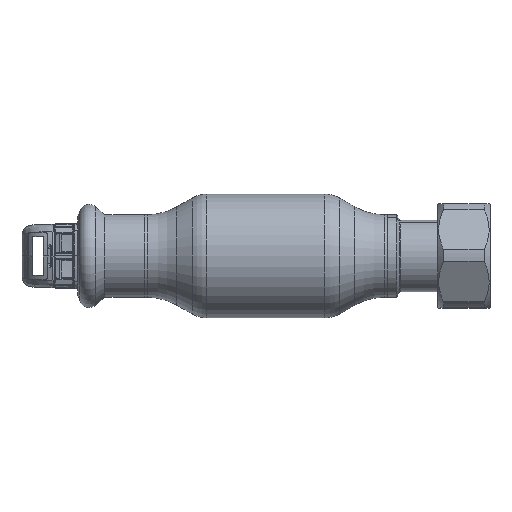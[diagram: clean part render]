
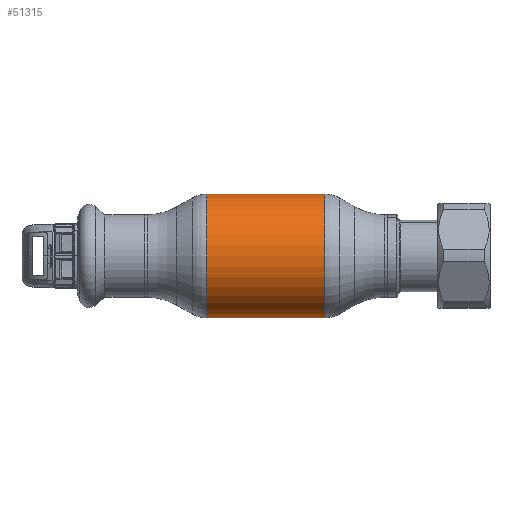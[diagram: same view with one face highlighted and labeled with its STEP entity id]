
A CAD part, front view. The second image highlights one B-rep face of the part: STEP entity #51315.
In plain terms, the highlighted cylindrical face has radius 19 mm (diameter 38 mm), a partial arc.
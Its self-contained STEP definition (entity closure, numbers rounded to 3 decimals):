
#681 = AXIS2_PLACEMENT_3D ( 'NONE', #25057, #47793, #10618 ) ;
#1569 = ORIENTED_EDGE ( 'NONE', *, *, #17362, .T. ) ;
#7130 = EDGE_CURVE ( 'NONE', #25186, #55416, #55764, .T. ) ;
#7417 = CARTESIAN_POINT ( 'NONE',  ( -62.69, 0., 19. ) ) ;
#7543 = CARTESIAN_POINT ( 'NONE',  ( -18.088, 0., 19. ) ) ;
#9743 = CARTESIAN_POINT ( 'NONE',  ( 18.088, 0., 19. ) ) ;
#10376 = VERTEX_POINT ( 'NONE', #45415 ) ;
#10618 = DIRECTION ( 'NONE',  ( 0., 0., 1. ) ) ;
#11047 = DIRECTION ( 'NONE',  ( -1., 0., 0. ) ) ;
#12412 = LINE ( 'NONE', #59111, #24403 ) ;
#17362 = EDGE_CURVE ( 'NONE', #10376, #25186, #53751, .T. ) ;
#17575 = EDGE_CURVE ( 'NONE', #10376, #27213, #12412, .T. ) ;
#21230 = AXIS2_PLACEMENT_3D ( 'NONE', #27606, #41909, #46958 ) ;
#23442 = VECTOR ( 'NONE', #26925, 1000. ) ;
#23949 = CARTESIAN_POINT ( 'NONE',  ( 18.088, 0., 0. ) ) ;
#24403 = VECTOR ( 'NONE', #11047, 1000. ) ;
#25057 = CARTESIAN_POINT ( 'NONE',  ( -18.088, 0., 0. ) ) ;
#25186 = VERTEX_POINT ( 'NONE', #9743 ) ;
#25227 = FACE_OUTER_BOUND ( 'NONE', #31549, .T. ) ;
#26900 = ORIENTED_EDGE ( 'NONE', *, *, #33377, .F. ) ;
#26925 = DIRECTION ( 'NONE',  ( -1., 0., 0. ) ) ;
#27213 = VERTEX_POINT ( 'NONE', #50424 ) ;
#27606 = CARTESIAN_POINT ( 'NONE',  ( -62.69, 0., 0. ) ) ;
#31549 = EDGE_LOOP ( 'NONE', ( #42932, #1569, #33227, #26900 ) ) ;
#33227 = ORIENTED_EDGE ( 'NONE', *, *, #7130, .T. ) ;
#33377 = EDGE_CURVE ( 'NONE', #27213, #55416, #62094, .T. ) ;
#34308 = DIRECTION ( 'NONE',  ( 0., 0., 1. ) ) ;
#41909 = DIRECTION ( 'NONE',  ( -1., 0., 0. ) ) ;
#42932 = ORIENTED_EDGE ( 'NONE', *, *, #17575, .F. ) ;
#45415 = CARTESIAN_POINT ( 'NONE',  ( 18.088, 0., -19. ) ) ;
#46958 = DIRECTION ( 'NONE',  ( 0., 0., 1. ) ) ;
#47793 = DIRECTION ( 'NONE',  ( -1., 0., 0. ) ) ;
#49265 = CYLINDRICAL_SURFACE ( 'NONE', #21230, 19. ) ;
#50424 = CARTESIAN_POINT ( 'NONE',  ( -18.088, 0., -19. ) ) ;
#51315 = ADVANCED_FACE ( 'NONE', ( #25227 ), #49265, .T. ) ;
#53282 = DIRECTION ( 'NONE',  ( -1., 0., 0. ) ) ;
#53751 = CIRCLE ( 'NONE', #59601, 19. ) ;
#55416 = VERTEX_POINT ( 'NONE', #7543 ) ;
#55764 = LINE ( 'NONE', #7417, #23442 ) ;
#59111 = CARTESIAN_POINT ( 'NONE',  ( -62.69, 0., -19. ) ) ;
#59601 = AXIS2_PLACEMENT_3D ( 'NONE', #23949, #53282, #34308 ) ;
#62094 = CIRCLE ( 'NONE', #681, 19. ) ;
